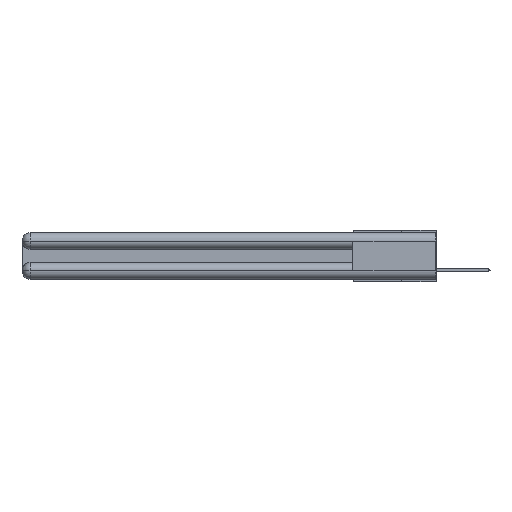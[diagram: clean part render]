
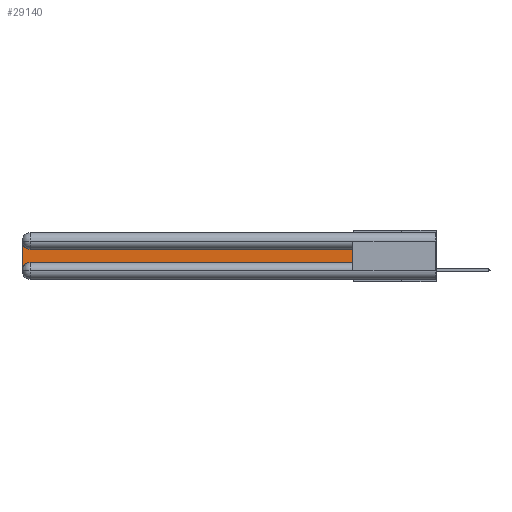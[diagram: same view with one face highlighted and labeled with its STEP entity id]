
A CAD part, left-side view. The second image highlights one B-rep face of the part: STEP entity #29140.
In plain terms, the highlighted planar face has unit normal (-1, 0, 0).
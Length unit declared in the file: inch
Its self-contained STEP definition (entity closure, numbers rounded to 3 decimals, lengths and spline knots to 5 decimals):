
#38 = CIRCLE ( 'NONE', #19252, 0.06 ) ;
#126 = DIRECTION ( 'NONE',  ( 0., 0., 1. ) ) ;
#274 = VECTOR ( 'NONE', #3445, 39.37008 ) ;
#324 = EDGE_LOOP ( 'NONE', ( #28622, #19059, #14225, #18360, #11376, #12377 ) ) ;
#498 = LINE ( 'NONE', #21929, #13737 ) ;
#2037 = DIRECTION ( 'NONE',  ( 0., 0., -1. ) ) ;
#3445 = DIRECTION ( 'NONE',  ( 0., 1., 0. ) ) ;
#4157 = DIRECTION ( 'NONE',  ( 0., 0., -1. ) ) ;
#4168 = CARTESIAN_POINT ( 'NONE',  ( 0.075, 0.6, -0.2175 ) ) ;
#4360 = VERTEX_POINT ( 'NONE', #25956 ) ;
#5010 = VERTEX_POINT ( 'NONE', #19965 ) ;
#5830 = EDGE_CURVE ( 'NONE', #17919, #4360, #23508, .T. ) ;
#7444 = CIRCLE ( 'NONE', #8051, 0.06 ) ;
#7915 = EDGE_CURVE ( 'NONE', #5010, #24021, #7444, .T. ) ;
#8038 = VECTOR ( 'NONE', #9483, 39.37008 ) ;
#8051 = AXIS2_PLACEMENT_3D ( 'NONE', #27178, #15977, #13902 ) ;
#9483 = DIRECTION ( 'NONE',  ( 0., -1., 0. ) ) ;
#9723 = EDGE_CURVE ( 'NONE', #11574, #5010, #498, .T. ) ;
#11105 = DIRECTION ( 'NONE',  ( 1., 0., 0. ) ) ;
#11376 = ORIENTED_EDGE ( 'NONE', *, *, #27815, .T. ) ;
#11574 = VERTEX_POINT ( 'NONE', #15097 ) ;
#12377 = ORIENTED_EDGE ( 'NONE', *, *, #19454, .T. ) ;
#13057 = VECTOR ( 'NONE', #126, 39.37008 ) ;
#13737 = VECTOR ( 'NONE', #29119, 39.37008 ) ;
#13902 = DIRECTION ( 'NONE',  ( 0., 0., -1. ) ) ;
#14212 = CARTESIAN_POINT ( 'NONE',  ( 0.075, 0.6, -0.1225 ) ) ;
#14225 = ORIENTED_EDGE ( 'NONE', *, *, #9723, .T. ) ;
#14805 = CARTESIAN_POINT ( 'NONE',  ( 0.075, 0.6, -0.1225 ) ) ;
#15097 = CARTESIAN_POINT ( 'NONE',  ( 0.075, 3., -0.0625 ) ) ;
#15531 = LINE ( 'NONE', #21147, #8038 ) ;
#15802 = CARTESIAN_POINT ( 'NONE',  ( 0.075, 3., -0.1225 ) ) ;
#15977 = DIRECTION ( 'NONE',  ( 1., 0., 0. ) ) ;
#16017 = CARTESIAN_POINT ( 'NONE',  ( 0.075, 2.94, -0.2175 ) ) ;
#16710 = AXIS2_PLACEMENT_3D ( 'NONE', #15802, #11105, #2037 ) ;
#17919 = VERTEX_POINT ( 'NONE', #14212 ) ;
#18270 = CARTESIAN_POINT ( 'NONE',  ( 0.075, 0.6, -0.2175 ) ) ;
#18360 = ORIENTED_EDGE ( 'NONE', *, *, #7915, .T. ) ;
#18765 = VERTEX_POINT ( 'NONE', #4168 ) ;
#19059 = ORIENTED_EDGE ( 'NONE', *, *, #21414, .T. ) ;
#19252 = AXIS2_PLACEMENT_3D ( 'NONE', #22226, #24534, #4157 ) ;
#19454 = EDGE_CURVE ( 'NONE', #18765, #17919, #24485, .T. ) ;
#19965 = CARTESIAN_POINT ( 'NONE',  ( 0.075, 3., -0.2775 ) ) ;
#21147 = CARTESIAN_POINT ( 'NONE',  ( 0.075, 0.6, -0.2175 ) ) ;
#21414 = EDGE_CURVE ( 'NONE', #4360, #11574, #38, .T. ) ;
#21929 = CARTESIAN_POINT ( 'NONE',  ( 0.075, 3., -0.2175 ) ) ;
#22226 = CARTESIAN_POINT ( 'NONE',  ( 0.075, 2.94, -0.0625 ) ) ;
#22247 = FACE_OUTER_BOUND ( 'NONE', #324, .T. ) ;
#22887 = PLANE ( 'NONE',  #16710 ) ;
#23508 = LINE ( 'NONE', #14805, #274 ) ;
#24021 = VERTEX_POINT ( 'NONE', #16017 ) ;
#24485 = LINE ( 'NONE', #18270, #13057 ) ;
#24534 = DIRECTION ( 'NONE',  ( 1., 0., 0. ) ) ;
#25956 = CARTESIAN_POINT ( 'NONE',  ( 0.075, 2.94, -0.1225 ) ) ;
#27178 = CARTESIAN_POINT ( 'NONE',  ( 0.075, 2.94, -0.2775 ) ) ;
#27815 = EDGE_CURVE ( 'NONE', #24021, #18765, #15531, .T. ) ;
#28622 = ORIENTED_EDGE ( 'NONE', *, *, #5830, .T. ) ;
#29119 = DIRECTION ( 'NONE',  ( 0., 0., -1. ) ) ;
#29140 = ADVANCED_FACE ( 'NONE', ( #22247 ), #22887, .F. ) ;
